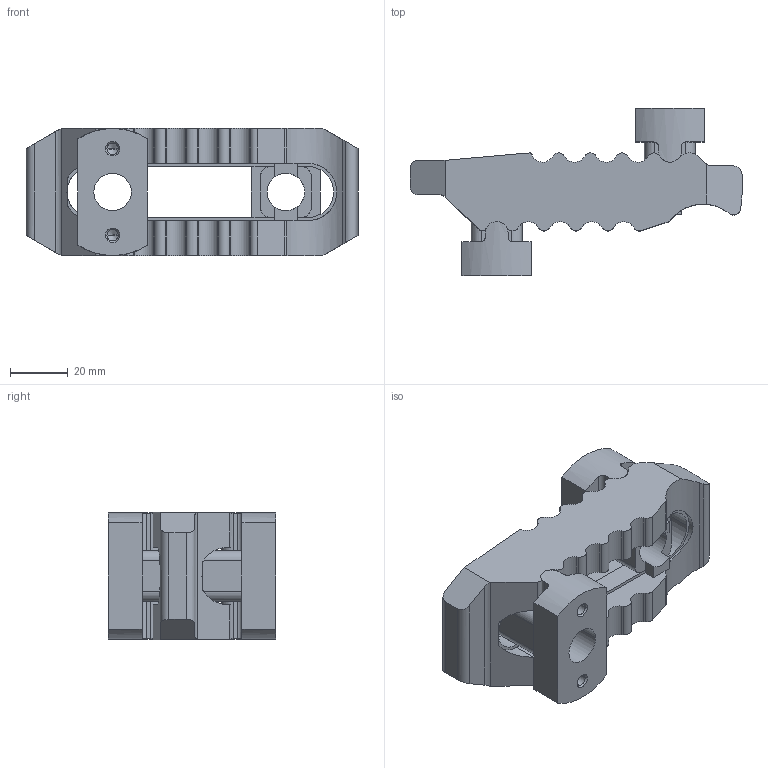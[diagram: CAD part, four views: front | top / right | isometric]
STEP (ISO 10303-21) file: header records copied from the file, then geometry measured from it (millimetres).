
FILE_DESCRIPTION(('STEP AP214'),'1');
FILE_NAME(' ',' ',('TraceParts'),('TraceParts S.A.'),'XStep 1.0',' ',' ');
FILE_SCHEMA(('automotive_design'));
Length unit declared in the file: millimetre
Products named in the file (3): 1; 2; 3
Bounding box: 115 x 58 x 44 mm (x, y, z)
Volume: 92770.7 mm3; surface area: 30475 mm2
Topology: 3 solids, 3 shells, 251 faces, 700 edges, 452 vertices
Faces by surface type: plane 117, cylinder 110, cone 24
Entity records: 16242 total; most frequent: CARTESIAN_POINT 1880, DIRECTION 1418, STYLED_ITEM 1395, PRESENTATION_STYLE_ASSIGNMENT 1395, COLOUR_RGB 1395, ORIENTED_EDGE 1384, EDGE_CURVE 692, CURVE_STYLE 692
